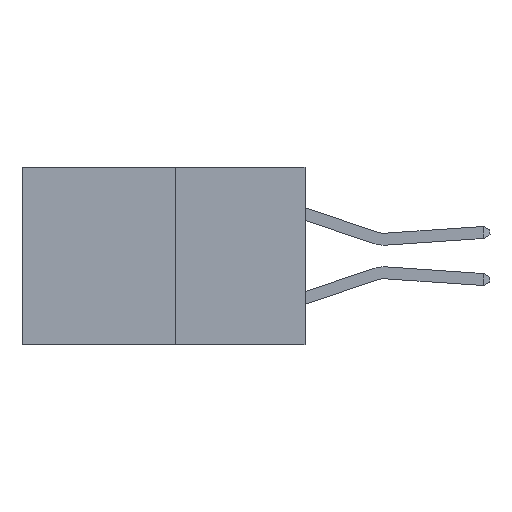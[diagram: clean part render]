
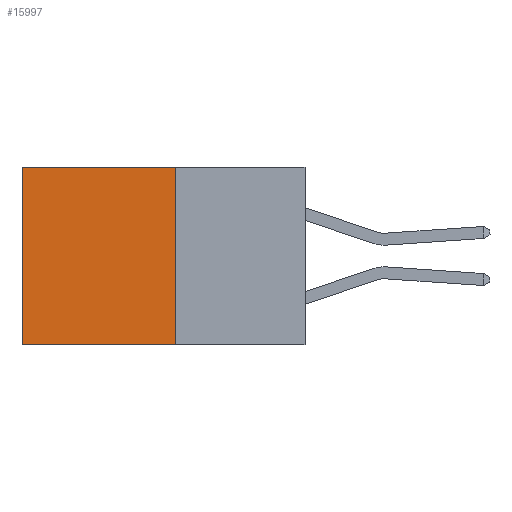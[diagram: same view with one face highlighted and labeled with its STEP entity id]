
A CAD part, left-side view. The second image highlights one B-rep face of the part: STEP entity #15997.
In plain terms, the highlighted planar face has unit normal (-1, 0, 0).
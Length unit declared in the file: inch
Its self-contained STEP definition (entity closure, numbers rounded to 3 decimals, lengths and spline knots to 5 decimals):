
#996 = DIRECTION ( 'NONE',  ( 0., 0., -1. ) ) ;
#2081 = EDGE_LOOP ( 'NONE', ( #7306, #11996, #5158, #23878 ) ) ;
#2270 = AXIS2_PLACEMENT_3D ( 'NONE', #17006, #3110, #19289 ) ;
#2388 = LINE ( 'NONE', #17208, #9306 ) ;
#3110 = DIRECTION ( 'NONE',  ( 1., 0., 0. ) ) ;
#5158 = ORIENTED_EDGE ( 'NONE', *, *, #8985, .F. ) ;
#5427 = DIRECTION ( 'NONE',  ( 0., 1., 0. ) ) ;
#7306 = ORIENTED_EDGE ( 'NONE', *, *, #27424, .T. ) ;
#7632 = DIRECTION ( 'NONE',  ( 0., 1., 0. ) ) ;
#7725 = PLANE ( 'NONE',  #2270 ) ;
#8985 = EDGE_CURVE ( 'NONE', #20370, #22524, #18468, .T. ) ;
#9148 = VERTEX_POINT ( 'NONE', #28249 ) ;
#9306 = VECTOR ( 'NONE', #996, 39.37008 ) ;
#9594 = CARTESIAN_POINT ( 'NONE',  ( 0.277, 0.59, -0.37 ) ) ;
#9783 = EDGE_CURVE ( 'NONE', #22524, #16528, #22912, .T. ) ;
#10502 = VECTOR ( 'NONE', #5427, 39.37008 ) ;
#11996 = ORIENTED_EDGE ( 'NONE', *, *, #9783, .F. ) ;
#13550 = FACE_OUTER_BOUND ( 'NONE', #2081, .T. ) ;
#15997 = ADVANCED_FACE ( 'NONE', ( #13550 ), #7725, .F. ) ;
#16327 = DIRECTION ( 'NONE',  ( 0., 0., -1. ) ) ;
#16528 = VERTEX_POINT ( 'NONE', #9594 ) ;
#16805 = CARTESIAN_POINT ( 'NONE',  ( 0.277, 0.27, -0.37 ) ) ;
#16975 = CARTESIAN_POINT ( 'NONE',  ( 0.277, 0.27, 0. ) ) ;
#17006 = CARTESIAN_POINT ( 'NONE',  ( 0.277, 0.27, -0.37 ) ) ;
#17208 = CARTESIAN_POINT ( 'NONE',  ( 0.277, 0.59, -0.37 ) ) ;
#17312 = CARTESIAN_POINT ( 'NONE',  ( 0.277, 0.27, -0.37 ) ) ;
#18468 = LINE ( 'NONE', #18523, #23795 ) ;
#18523 = CARTESIAN_POINT ( 'NONE',  ( 0.277, 0.27, -0.37 ) ) ;
#19289 = DIRECTION ( 'NONE',  ( 0., 0., -1. ) ) ;
#19449 = EDGE_CURVE ( 'NONE', #20370, #9148, #28698, .T. ) ;
#19795 = CARTESIAN_POINT ( 'NONE',  ( 0.277, 0.27, 0. ) ) ;
#20370 = VERTEX_POINT ( 'NONE', #19795 ) ;
#22524 = VERTEX_POINT ( 'NONE', #17312 ) ;
#22912 = LINE ( 'NONE', #16805, #23737 ) ;
#23737 = VECTOR ( 'NONE', #7632, 39.37008 ) ;
#23795 = VECTOR ( 'NONE', #16327, 39.37008 ) ;
#23878 = ORIENTED_EDGE ( 'NONE', *, *, #19449, .T. ) ;
#27424 = EDGE_CURVE ( 'NONE', #9148, #16528, #2388, .T. ) ;
#28249 = CARTESIAN_POINT ( 'NONE',  ( 0.277, 0.59, 0. ) ) ;
#28698 = LINE ( 'NONE', #16975, #10502 ) ;
